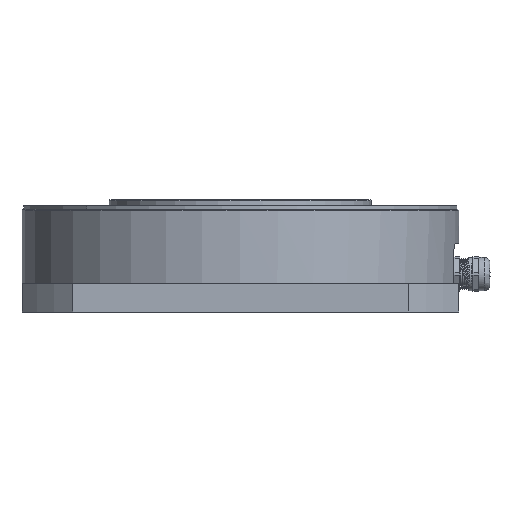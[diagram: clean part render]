
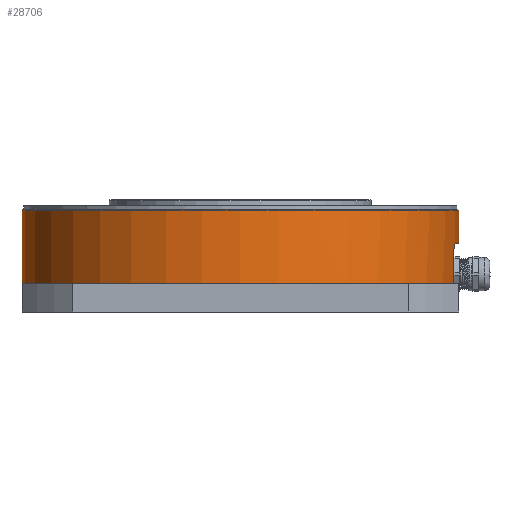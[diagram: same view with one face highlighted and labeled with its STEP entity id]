
A CAD part, left-side view. The second image highlights one B-rep face of the part: STEP entity #28706.
In plain terms, the highlighted cylindrical face has radius 115 mm (diameter 230 mm), a partial arc.
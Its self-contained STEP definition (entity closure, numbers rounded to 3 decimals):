
#231 = CARTESIAN_POINT ( 'NONE',  ( 0., 0., 35.5 ) ) ;
#281 = ORIENTED_EDGE ( 'NONE', *, *, #2591, .T. ) ;
#746 = CARTESIAN_POINT ( 'NONE',  ( 0., 115., -0.5 ) ) ;
#979 = VERTEX_POINT ( 'NONE', #22883 ) ;
#1734 = CARTESIAN_POINT ( 'NONE',  ( 0., 0., 53. ) ) ;
#1861 = ORIENTED_EDGE ( 'NONE', *, *, #26531, .F. ) ;
#2397 = VERTEX_POINT ( 'NONE', #19700 ) ;
#2429 = VERTEX_POINT ( 'NONE', #2761 ) ;
#2549 = CIRCLE ( 'NONE', #20581, 115. ) ;
#2591 = EDGE_CURVE ( 'NONE', #2397, #14059, #28470, .T. ) ;
#2761 = CARTESIAN_POINT ( 'NONE',  ( 0., -115., 53. ) ) ;
#3108 = EDGE_CURVE ( 'NONE', #14994, #7201, #22492, .T. ) ;
#3116 = EDGE_CURVE ( 'NONE', #2429, #6542, #5904, .T. ) ;
#3397 = ORIENTED_EDGE ( 'NONE', *, *, #3116, .F. ) ;
#3407 = EDGE_CURVE ( 'NONE', #6542, #14059, #2549, .T. ) ;
#3650 = DIRECTION ( 'NONE',  ( 0., 0., -1. ) ) ;
#3873 = ORIENTED_EDGE ( 'NONE', *, *, #29353, .F. ) ;
#3997 = CARTESIAN_POINT ( 'NONE',  ( -20.217, -113.209, 35.5 ) ) ;
#4317 = CARTESIAN_POINT ( 'NONE',  ( -22.049, -112.867, 34.942 ) ) ;
#5904 = LINE ( 'NONE', #15742, #11312 ) ;
#6542 = VERTEX_POINT ( 'NONE', #9342 ) ;
#6575 = CARTESIAN_POINT ( 'NONE',  ( -23.848, -112.5, 32.591 ) ) ;
#6888 = DIRECTION ( 'NONE',  ( 0., 1., 0. ) ) ;
#7115 = CIRCLE ( 'NONE', #26159, 115. ) ;
#7164 = AXIS2_PLACEMENT_3D ( 'NONE', #16043, #11043, #26332 ) ;
#7201 = VERTEX_POINT ( 'NONE', #28129 ) ;
#8413 = DIRECTION ( 'NONE',  ( 0., 0., -1. ) ) ;
#8697 = CARTESIAN_POINT ( 'NONE',  ( -20.854, -113.094, 35.414 ) ) ;
#8859 = CARTESIAN_POINT ( 'NONE',  ( -21.473, -112.978, 35.225 ) ) ;
#9342 = CARTESIAN_POINT ( 'NONE',  ( 0., -115., 35.5 ) ) ;
#10915 = CARTESIAN_POINT ( 'NONE',  ( 0., 0., 14.5 ) ) ;
#11043 = DIRECTION ( 'NONE',  ( 0., 0., -1. ) ) ;
#11281 = VERTEX_POINT ( 'NONE', #30166 ) ;
#11312 = VECTOR ( 'NONE', #25241, 1000. ) ;
#11574 = DIRECTION ( 'NONE',  ( 0., 0., -1. ) ) ;
#11878 = ORIENTED_EDGE ( 'NONE', *, *, #21567, .T. ) ;
#12070 = LINE ( 'NONE', #12696, #26716 ) ;
#12165 = DIRECTION ( 'NONE',  ( 0., 1., 0. ) ) ;
#12696 = CARTESIAN_POINT ( 'NONE',  ( -23.848, -112.5, -0.5 ) ) ;
#12871 = ORIENTED_EDGE ( 'NONE', *, *, #3108, .T. ) ;
#14059 = VERTEX_POINT ( 'NONE', #28739 ) ;
#14994 = VERTEX_POINT ( 'NONE', #27531 ) ;
#15424 = DIRECTION ( 'NONE',  ( 0., 0., -1. ) ) ;
#15742 = CARTESIAN_POINT ( 'NONE',  ( 0., -115., -0.5 ) ) ;
#15744 = DIRECTION ( 'NONE',  ( 0., -1., 0. ) ) ;
#15882 = EDGE_CURVE ( 'NONE', #11281, #979, #7115, .T. ) ;
#16043 = CARTESIAN_POINT ( 'NONE',  ( 0., 0., -0.5 ) ) ;
#16256 = CARTESIAN_POINT ( 'NONE',  ( -23.545, -112.564, 33.404 ) ) ;
#16417 = EDGE_LOOP ( 'NONE', ( #11878, #12871, #1861, #17126, #3873, #281, #19993, #3397 ) ) ;
#17126 = ORIENTED_EDGE ( 'NONE', *, *, #15882, .F. ) ;
#17697 = DIRECTION ( 'NONE',  ( 0., 0., -1. ) ) ;
#18833 = CARTESIAN_POINT ( 'NONE',  ( -22.232, -112.831, 34.826 ) ) ;
#19700 = CARTESIAN_POINT ( 'NONE',  ( -23.848, -112.5, 32.591 ) ) ;
#19993 = ORIENTED_EDGE ( 'NONE', *, *, #3407, .F. ) ;
#20581 = AXIS2_PLACEMENT_3D ( 'NONE', #231, #29244, #12165 ) ;
#20657 = CARTESIAN_POINT ( 'NONE',  ( 0., 0., 14.5 ) ) ;
#21248 = CARTESIAN_POINT ( 'NONE',  ( -20.431, -113.171, 35.483 ) ) ;
#21342 = CYLINDRICAL_SURFACE ( 'NONE', #7164, 115. ) ;
#21406 = AXIS2_PLACEMENT_3D ( 'NONE', #1734, #11574, #6888 ) ;
#21567 = EDGE_CURVE ( 'NONE', #2429, #14994, #25004, .T. ) ;
#22492 = LINE ( 'NONE', #746, #25181 ) ;
#22883 = CARTESIAN_POINT ( 'NONE',  ( -115., 0., 14.5 ) ) ;
#23499 = CARTESIAN_POINT ( 'NONE',  ( -21.67, -112.94, 35.141 ) ) ;
#25004 = CIRCLE ( 'NONE', #21406, 115. ) ;
#25181 = VECTOR ( 'NONE', #15424, 1000. ) ;
#25241 = DIRECTION ( 'NONE',  ( 0., 0., -1. ) ) ;
#26136 = CIRCLE ( 'NONE', #30771, 115. ) ;
#26159 = AXIS2_PLACEMENT_3D ( 'NONE', #10915, #3650, #15744 ) ;
#26236 = CARTESIAN_POINT ( 'NONE',  ( -23.729, -112.525, 33.013 ) ) ;
#26332 = DIRECTION ( 'NONE',  ( 0., -1., 0. ) ) ;
#26391 = CARTESIAN_POINT ( 'NONE',  ( -23.05, -112.667, 34.124 ) ) ;
#26531 = EDGE_CURVE ( 'NONE', #979, #7201, #26136, .T. ) ;
#26716 = VECTOR ( 'NONE', #17697, 1000. ) ;
#27531 = CARTESIAN_POINT ( 'NONE',  ( 0., 115., 53. ) ) ;
#28059 = DIRECTION ( 'NONE',  ( 0., -1., 0. ) ) ;
#28129 = CARTESIAN_POINT ( 'NONE',  ( 0., 115., 14.5 ) ) ;
#28348 = CARTESIAN_POINT ( 'NONE',  ( -20., -113.248, 35.5 ) ) ;
#28470 = B_SPLINE_CURVE_WITH_KNOTS ( 'NONE', 3,
 ( #6575, #26236, #16256, #26391, #31070, #18833, #4317, #23499, #8859, #30755, #8697, #21248, #3997, #28348 ),
 .UNSPECIFIED., .F., .F.,
 ( 4, 2, 2, 2, 2, 2, 4 ),
 ( 0., 0.001, 0.003, 0.003, 0.004, 0.005, 0.005 ),
 .UNSPECIFIED. ) ;
#28706 = ADVANCED_FACE ( 'NONE', ( #28760 ), #21342, .T. ) ;
#28739 = CARTESIAN_POINT ( 'NONE',  ( -20., -113.248, 35.5 ) ) ;
#28760 = FACE_OUTER_BOUND ( 'NONE', #16417, .T. ) ;
#29244 = DIRECTION ( 'NONE',  ( 0., 0., -1. ) ) ;
#29353 = EDGE_CURVE ( 'NONE', #2397, #11281, #12070, .T. ) ;
#30166 = CARTESIAN_POINT ( 'NONE',  ( -23.848, -112.5, 14.5 ) ) ;
#30755 = CARTESIAN_POINT ( 'NONE',  ( -21.065, -113.055, 35.362 ) ) ;
#30771 = AXIS2_PLACEMENT_3D ( 'NONE', #20657, #8413, #28059 ) ;
#31070 = CARTESIAN_POINT ( 'NONE',  ( -22.752, -112.727, 34.435 ) ) ;
